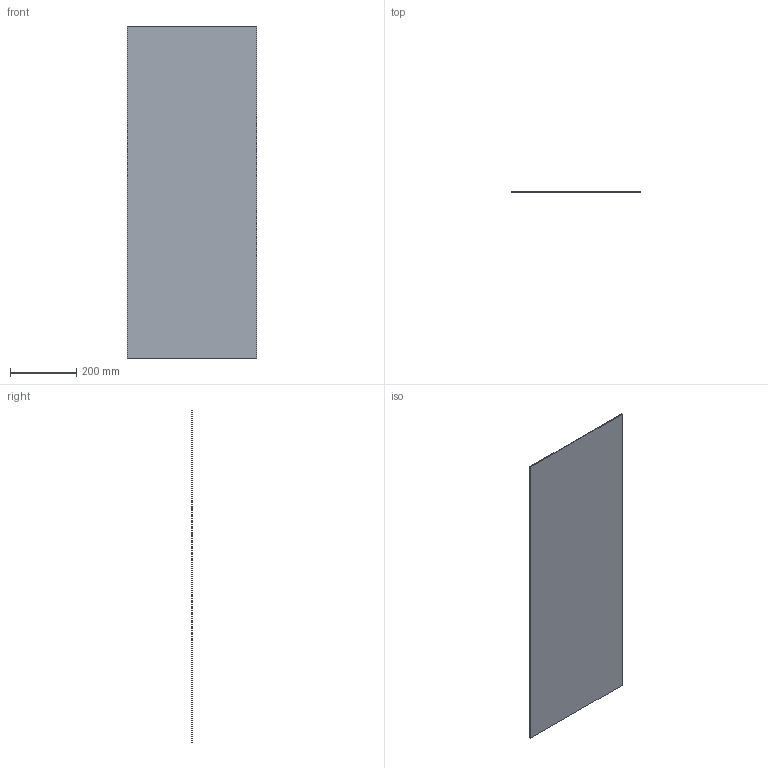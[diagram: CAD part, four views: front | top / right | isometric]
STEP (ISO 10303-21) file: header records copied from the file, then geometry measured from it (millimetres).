
FILE_DESCRIPTION((''),'2;1');
FILE_NAME('BKG4002BL2_ASM','2022-12-02T11:11:35',('hollstem'),(''),'CREO PARAMETRIC BY PTC INC, 2022024','CREO PARAMETRIC BY PTC INC, 2022024','');
FILE_SCHEMA(('AUTOMOTIVE_DESIGN { 1 0 10303 214 1 1 1 1 }'));
Length unit declared in the file: millimetre
Products named in the file (2): T-01187; BKG4002BL2_ASM
Assembly tree (1 placements, depth 2):
  BKG4002BL2_ASM
    T-01187
Bounding box: 390 x 3 x 999 mm (x, y, z)
Volume: 1168830 mm3; surface area: 787554 mm2
Topology: 1 solids, 1 shells, 6 faces, 12 edges, 8 vertices
Faces by surface type: plane 6
Entity records: 1962 total; most frequent: COLOUR_RGB 209, DIRECTION 182, PROPERTY_DEFINITION 165, REPRESENTATION 164, PROPERTY_DEFINITION_REPRESENTATION 164, CARTESIAN_POINT 137, GENERAL_PROPERTY 135, GENERAL_PROPERTY_ASSOCIATION 135
